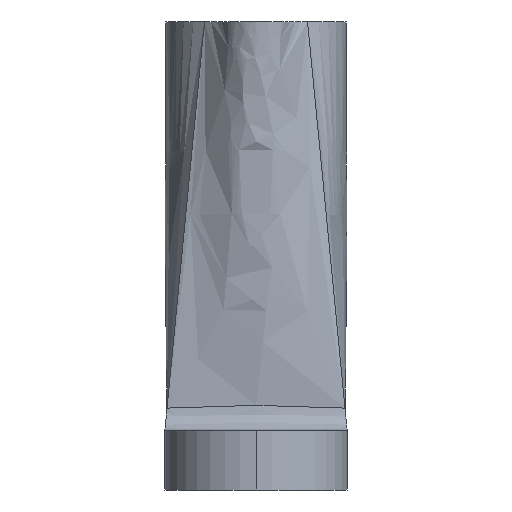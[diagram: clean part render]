
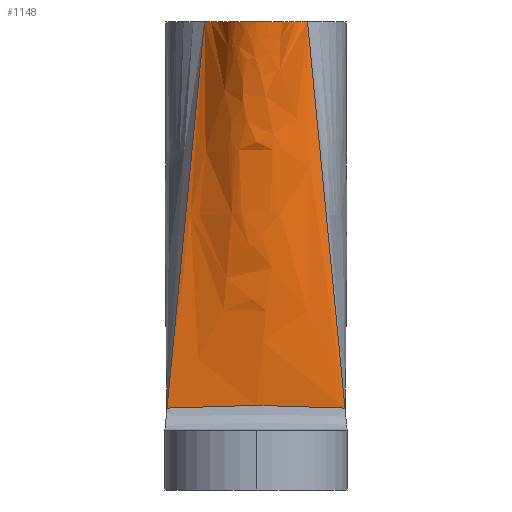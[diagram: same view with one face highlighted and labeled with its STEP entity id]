
A CAD part, left-side view. The second image highlights one B-rep face of the part: STEP entity #1148.
In plain terms, the highlighted free-form (B-spline) face has degree [3, 1] with [17, 2] control points.
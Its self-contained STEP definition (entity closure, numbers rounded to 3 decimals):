
#4 = DIRECTION ( 'NONE',  ( -1., 0., 0. ) ) ;
#24 = CARTESIAN_POINT ( 'NONE',  ( -6.254, 4.354, 39.5 ) ) ;
#38 = ORIENTED_EDGE ( 'NONE', *, *, #666, .T. ) ;
#42 = DIRECTION ( 'NONE',  ( -1., 0., 0. ) ) ;
#44 = CARTESIAN_POINT ( 'NONE',  ( -9.814, -1.668, 39.5 ) ) ;
#50 = CARTESIAN_POINT ( 'NONE',  ( -7.7, 7.7, 5. ) ) ;
#54 = FACE_OUTER_BOUND ( 'NONE', #1029, .T. ) ;
#56 = CARTESIAN_POINT ( 'NONE',  ( -7.649, -6.262, 6.944 ) ) ;
#69 = EDGE_CURVE ( 'NONE', #361, #1123, #1173, .T. ) ;
#78 = CARTESIAN_POINT ( 'NONE',  ( -8.451, -2.575, 39.5 ) ) ;
#131 = CARTESIAN_POINT ( 'NONE',  ( -6.685, -3.793, 39.5 ) ) ;
#138 = CARTESIAN_POINT ( 'NONE',  ( -7.7, -5.644, 5. ) ) ;
#144 = CARTESIAN_POINT ( 'NONE',  ( -8.212, 2.675, 39.5 ) ) ;
#145 = CARTESIAN_POINT ( 'NONE',  ( -7.766, 3.132, 7.062 ) ) ;
#150 = CARTESIAN_POINT ( 'NONE',  ( -6.254, -4.354, 39.5 ) ) ;
#153 = CARTESIAN_POINT ( 'NONE',  ( -6.977, -6.027, 22.25 ) ) ;
#154 = AXIS2_PLACEMENT_3D ( 'NONE', #770, #410, #42 ) ;
#159 = ORIENTED_EDGE ( 'NONE', *, *, #626, .F. ) ;
#196 = CARTESIAN_POINT ( 'NONE',  ( -7.62, -7.515, 6.912 ) ) ;
#207 = CARTESIAN_POINT ( 'NONE',  ( -8.212, -2.675, 39.5 ) ) ;
#210 = B_SPLINE_SURFACE_WITH_KNOTS ( 'NONE', 3, 1, ( 
 ( #50, #501 ),
 ( #882, #1153 ),
 ( #299, #707 ),
 ( #771, #229 ),
 ( #316, #310 ),
 ( #1047, #144 ),
 ( #965, #422 ),
 ( #598, #1060 ),
 ( #1055, #971 ),
 ( #1071, #44 ),
 ( #404, #617 ),
 ( #683, #207 ),
 ( #411, #699 ),
 ( #138, #416 ),
 ( #214, #131 ),
 ( #981, #704 ),
 ( #494, #692 ) ),
 .UNSPECIFIED., .F., .F., .F.,
 ( 4, 1, 1, 1, 2, 1, 1, 1, 2, 1, 1, 1, 4 ),
 ( 2, 2 ),
 ( 0., 0.062, 0.124, 0.186, 0.248, 0.374, 0.5, 0.626, 0.752, 0.814, 0.876, 0.938, 1. ),
 ( 0., 1. ),
 .UNSPECIFIED. ) ;
#214 = CARTESIAN_POINT ( 'NONE',  ( -7.7, -6.68, 5. ) ) ;
#215 = CARTESIAN_POINT ( 'NONE',  ( -10.423, 7.256, 39.5 ) ) ;
#229 = CARTESIAN_POINT ( 'NONE',  ( -7.193, 3.315, 39.5 ) ) ;
#230 = CARTESIAN_POINT ( 'NONE',  ( -7.84, -1.254, 7.131 ) ) ;
#269 = LINE ( 'NONE', #1158, #519 ) ;
#271 = EDGE_CURVE ( 'NONE', #372, #524, #700, .T. ) ;
#294 = VERTEX_POINT ( 'NONE', #78 ) ;
#299 = CARTESIAN_POINT ( 'NONE',  ( -7.7, 6.68, 5. ) ) ;
#303 = DIRECTION ( 'NONE',  ( -1., 0., 0. ) ) ;
#310 = CARTESIAN_POINT ( 'NONE',  ( -7.771, 2.903, 39.5 ) ) ;
#313 = AXIS2_PLACEMENT_3D ( 'NONE', #215, #1155, #303 ) ;
#316 = CARTESIAN_POINT ( 'NONE',  ( -7.7, 4.629, 5. ) ) ;
#320 = CARTESIAN_POINT ( 'NONE',  ( -7.62, 7.515, 6.912 ) ) ;
#361 = VERTEX_POINT ( 'NONE', #711 ) ;
#372 = VERTEX_POINT ( 'NONE', #987 ) ;
#394 = CARTESIAN_POINT ( 'NONE',  ( -10.423, -7.256, 39.5 ) ) ;
#404 = CARTESIAN_POINT ( 'NONE',  ( -7.7, -3.036, 5. ) ) ;
#410 = DIRECTION ( 'NONE',  ( 0., 0., -1. ) ) ;
#411 = CARTESIAN_POINT ( 'NONE',  ( -7.7, -4.629, 5. ) ) ;
#413 = AXIS2_PLACEMENT_3D ( 'NONE', #394, #581, #4 ) ;
#416 = CARTESIAN_POINT ( 'NONE',  ( -7.193, -3.315, 39.5 ) ) ;
#417 = CARTESIAN_POINT ( 'NONE',  ( -7.634, 6.888, 6.927 ) ) ;
#422 = CARTESIAN_POINT ( 'NONE',  ( -8.935, 2.371, 39.5 ) ) ;
#426 = CARTESIAN_POINT ( 'NONE',  ( -7.634, -6.888, 6.927 ) ) ;
#494 = CARTESIAN_POINT ( 'NONE',  ( -7.7, -7.7, 5. ) ) ;
#501 = CARTESIAN_POINT ( 'NONE',  ( -6.254, 4.354, 39.5 ) ) ;
#502 = CARTESIAN_POINT ( 'NONE',  ( -7.687, 5.009, 6.983 ) ) ;
#508 = CARTESIAN_POINT ( 'NONE',  ( -7.766, -3.132, 7.062 ) ) ;
#517 = CARTESIAN_POINT ( 'NONE',  ( -7.853, -0.627, 7.142 ) ) ;
#519 = VECTOR ( 'NONE', #600, 1000. ) ;
#524 = VERTEX_POINT ( 'NONE', #24 ) ;
#528 = EDGE_CURVE ( 'NONE', #718, #294, #933, .T. ) ;
#546 = EDGE_CURVE ( 'NONE', #1123, #718, #612, .T. ) ;
#581 = DIRECTION ( 'NONE',  ( 0., 0., 1. ) ) ;
#598 = CARTESIAN_POINT ( 'NONE',  ( -7.7, 1.802, 5. ) ) ;
#600 = DIRECTION ( 'NONE',  ( 0.042, -0.096, 0.994 ) ) ;
#610 = CARTESIAN_POINT ( 'NONE',  ( -7.853, 0.628, 7.142 ) ) ;
#612 = LINE ( 'NONE', #153, #735 ) ;
#617 = CARTESIAN_POINT ( 'NONE',  ( -8.935, -2.371, 39.5 ) ) ;
#618 = CARTESIAN_POINT ( 'NONE',  ( -7.687, -5.009, 6.983 ) ) ;
#626 = EDGE_CURVE ( 'NONE', #361, #524, #269, .T. ) ;
#666 = EDGE_CURVE ( 'NONE', #294, #372, #1215, .T. ) ;
#683 = CARTESIAN_POINT ( 'NONE',  ( -7.7, -3.983, 5. ) ) ;
#692 = CARTESIAN_POINT ( 'NONE',  ( -6.254, -4.354, 39.5 ) ) ;
#699 = CARTESIAN_POINT ( 'NONE',  ( -7.771, -2.903, 39.5 ) ) ;
#700 = CIRCLE ( 'NONE', #313, 5.08 ) ;
#704 = CARTESIAN_POINT ( 'NONE',  ( -6.39, -4.158, 39.5 ) ) ;
#707 = CARTESIAN_POINT ( 'NONE',  ( -6.685, 3.793, 39.5 ) ) ;
#711 = CARTESIAN_POINT ( 'NONE',  ( -7.62, 7.515, 6.912 ) ) ;
#718 = VERTEX_POINT ( 'NONE', #150 ) ;
#735 = VECTOR ( 'NONE', #897, 1000. ) ;
#770 = CARTESIAN_POINT ( 'NONE',  ( -7.366, 0., 39.5 ) ) ;
#771 = CARTESIAN_POINT ( 'NONE',  ( -7.7, 5.644, 5. ) ) ;
#794 = CARTESIAN_POINT ( 'NONE',  ( -7.62, -7.515, 6.912 ) ) ;
#876 = ORIENTED_EDGE ( 'NONE', *, *, #69, .T. ) ;
#882 = CARTESIAN_POINT ( 'NONE',  ( -7.7, 7.364, 5. ) ) ;
#883 = CARTESIAN_POINT ( 'NONE',  ( -7.84, 1.254, 7.131 ) ) ;
#886 = CARTESIAN_POINT ( 'NONE',  ( -7.709, -4.383, 7.005 ) ) ;
#897 = DIRECTION ( 'NONE',  ( 0.042, 0.096, 0.994 ) ) ;
#913 = ORIENTED_EDGE ( 'NONE', *, *, #528, .T. ) ;
#933 = CIRCLE ( 'NONE', #413, 5.08 ) ;
#965 = CARTESIAN_POINT ( 'NONE',  ( -7.7, 3.036, 5. ) ) ;
#971 = CARTESIAN_POINT ( 'NONE',  ( -10.335, 0., 39.5 ) ) ;
#972 = CARTESIAN_POINT ( 'NONE',  ( -7.649, 6.262, 6.944 ) ) ;
#978 = CARTESIAN_POINT ( 'NONE',  ( -7.797, -2.506, 7.092 ) ) ;
#981 = CARTESIAN_POINT ( 'NONE',  ( -7.7, -7.364, 5. ) ) ;
#987 = CARTESIAN_POINT ( 'NONE',  ( -8.451, 2.575, 39.5 ) ) ;
#1003 = ORIENTED_EDGE ( 'NONE', *, *, #546, .T. ) ;
#1029 = EDGE_LOOP ( 'NONE', ( #159, #876, #1003, #913, #38, #1140 ) ) ;
#1047 = CARTESIAN_POINT ( 'NONE',  ( -7.7, 3.983, 5. ) ) ;
#1055 = CARTESIAN_POINT ( 'NONE',  ( -7.7, 0., 5. ) ) ;
#1060 = CARTESIAN_POINT ( 'NONE',  ( -9.814, 1.668, 39.5 ) ) ;
#1071 = CARTESIAN_POINT ( 'NONE',  ( -7.7, -1.802, 5. ) ) ;
#1072 = CARTESIAN_POINT ( 'NONE',  ( -7.797, 2.507, 7.092 ) ) ;
#1123 = VERTEX_POINT ( 'NONE', #196 ) ;
#1140 = ORIENTED_EDGE ( 'NONE', *, *, #271, .T. ) ;
#1148 = ADVANCED_FACE ( 'NONE', ( #54 ), #210, .T. ) ;
#1153 = CARTESIAN_POINT ( 'NONE',  ( -6.39, 4.158, 39.5 ) ) ;
#1155 = DIRECTION ( 'NONE',  ( 0., 0., 1. ) ) ;
#1158 = CARTESIAN_POINT ( 'NONE',  ( -6.977, 6.027, 22.25 ) ) ;
#1173 = B_SPLINE_CURVE_WITH_KNOTS ( 'NONE', 3,
 ( #320, #417, #972, #502, #1182, #145, #1072, #883, #610, #517, #230, #978, #508, #886, #618, #56, #426, #794 ),
 .UNSPECIFIED., .F., .F.,
 ( 4, 2, 2, 2, 2, 2, 2, 2, 4 ),
 ( 0., 0.002, 0.004, 0.006, 0.008, 0.009, 0.011, 0.013, 0.015 ),
 .UNSPECIFIED. ) ;
#1182 = CARTESIAN_POINT ( 'NONE',  ( -7.709, 4.383, 7.005 ) ) ;
#1215 = CIRCLE ( 'NONE', #154, 2.794 ) ;
